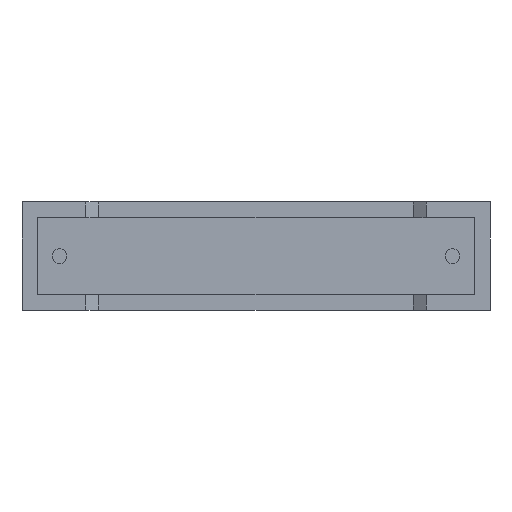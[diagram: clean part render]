
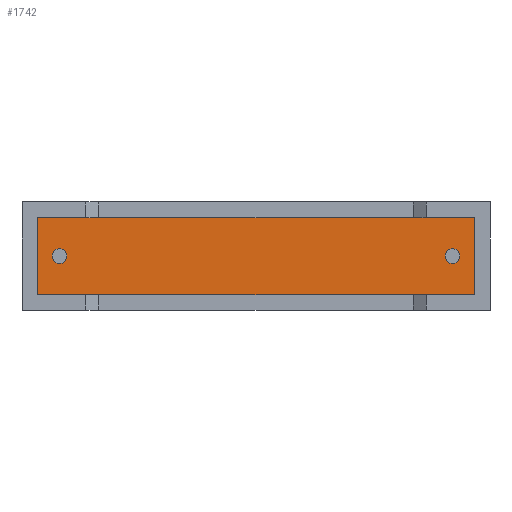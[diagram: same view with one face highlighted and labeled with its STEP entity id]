
A CAD part, front view. The second image highlights one B-rep face of the part: STEP entity #1742.
In plain terms, the highlighted planar face has unit normal (0, -1, 0).
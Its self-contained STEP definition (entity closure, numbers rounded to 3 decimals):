
#44 = LINE ( 'NONE', #57, #785 ) ;
#55 = FACE_OUTER_BOUND ( 'NONE', #2626, .T. ) ;
#57 = CARTESIAN_POINT ( 'NONE',  ( 25.907, 0.75, 0.893 ) ) ;
#70 = PLANE ( 'NONE',  #2726 ) ;
#82 = CIRCLE ( 'NONE', #1620, 0.425 ) ;
#137 = VECTOR ( 'NONE', #2113, 1000. ) ;
#191 = CARTESIAN_POINT ( 'NONE',  ( 0.893, 0.75, 0.893 ) ) ;
#199 = VERTEX_POINT ( 'NONE', #1983 ) ;
#347 = AXIS2_PLACEMENT_3D ( 'NONE', #1012, #523, #2642 ) ;
#366 = DIRECTION ( 'NONE',  ( 0., 0., -1. ) ) ;
#392 = CIRCLE ( 'NONE', #1924, 0.425 ) ;
#418 = EDGE_CURVE ( 'NONE', #2407, #199, #82, .T. ) ;
#484 = CIRCLE ( 'NONE', #347, 0.425 ) ;
#509 = EDGE_CURVE ( 'NONE', #2396, #2960, #44, .T. ) ;
#523 = DIRECTION ( 'NONE',  ( 0., -1., 0. ) ) ;
#566 = ORIENTED_EDGE ( 'NONE', *, *, #1469, .F. ) ;
#589 = EDGE_CURVE ( 'NONE', #2914, #1879, #392, .T. ) ;
#622 = EDGE_CURVE ( 'NONE', #943, #1570, #2236, .T. ) ;
#685 = VECTOR ( 'NONE', #2875, 1000. ) ;
#707 = CARTESIAN_POINT ( 'NONE',  ( 25.907, 0.75, 5.307 ) ) ;
#721 = ORIENTED_EDGE ( 'NONE', *, *, #418, .F. ) ;
#785 = VECTOR ( 'NONE', #1483, 1000. ) ;
#789 = ORIENTED_EDGE ( 'NONE', *, *, #1302, .T. ) ;
#943 = VERTEX_POINT ( 'NONE', #1533 ) ;
#1012 = CARTESIAN_POINT ( 'NONE',  ( 24.65, 0.75, 3.1 ) ) ;
#1022 = AXIS2_PLACEMENT_3D ( 'NONE', #3011, #1873, #1893 ) ;
#1061 = ORIENTED_EDGE ( 'NONE', *, *, #1316, .F. ) ;
#1100 = DIRECTION ( 'NONE',  ( 0., -1., 0. ) ) ;
#1133 = EDGE_LOOP ( 'NONE', ( #566, #2856 ) ) ;
#1151 = CARTESIAN_POINT ( 'NONE',  ( 25.907, 0.75, 0.893 ) ) ;
#1286 = CARTESIAN_POINT ( 'NONE',  ( 24.65, 0.75, 3.1 ) ) ;
#1302 = EDGE_CURVE ( 'NONE', #1570, #2396, #2063, .T. ) ;
#1316 = EDGE_CURVE ( 'NONE', #199, #2407, #1474, .T. ) ;
#1344 = CARTESIAN_POINT ( 'NONE',  ( 24.65, 0.75, 2.675 ) ) ;
#1398 = CARTESIAN_POINT ( 'NONE',  ( 2.15, 0.75, 2.675 ) ) ;
#1469 = EDGE_CURVE ( 'NONE', #1879, #2914, #484, .T. ) ;
#1474 = CIRCLE ( 'NONE', #1022, 0.425 ) ;
#1476 = EDGE_CURVE ( 'NONE', #2960, #943, #2189, .T. ) ;
#1483 = DIRECTION ( 'NONE',  ( 0., 0., 1. ) ) ;
#1499 = ORIENTED_EDGE ( 'NONE', *, *, #622, .T. ) ;
#1500 = DIRECTION ( 'NONE',  ( 0., -1., 0. ) ) ;
#1533 = CARTESIAN_POINT ( 'NONE',  ( 0.893, 0.75, 5.307 ) ) ;
#1538 = CARTESIAN_POINT ( 'NONE',  ( 0.893, 0.75, 5.307 ) ) ;
#1570 = VERTEX_POINT ( 'NONE', #191 ) ;
#1620 = AXIS2_PLACEMENT_3D ( 'NONE', #2857, #1500, #2641 ) ;
#1642 = CARTESIAN_POINT ( 'NONE',  ( 0.893, 0.75, 0.893 ) ) ;
#1705 = FACE_BOUND ( 'NONE', #2389, .T. ) ;
#1742 = ADVANCED_FACE ( 'NONE', ( #2388, #55, #1705 ), #70, .T. ) ;
#1873 = DIRECTION ( 'NONE',  ( 0., -1., 0. ) ) ;
#1879 = VERTEX_POINT ( 'NONE', #2384 ) ;
#1893 = DIRECTION ( 'NONE',  ( 0., 0., -1. ) ) ;
#1924 = AXIS2_PLACEMENT_3D ( 'NONE', #1286, #2283, #2924 ) ;
#1983 = CARTESIAN_POINT ( 'NONE',  ( 2.15, 0.75, 3.525 ) ) ;
#2063 = LINE ( 'NONE', #1642, #137 ) ;
#2113 = DIRECTION ( 'NONE',  ( 1., 0., 0. ) ) ;
#2189 = LINE ( 'NONE', #2672, #685 ) ;
#2236 = LINE ( 'NONE', #1538, #2357 ) ;
#2283 = DIRECTION ( 'NONE',  ( 0., -1., 0. ) ) ;
#2357 = VECTOR ( 'NONE', #366, 1000. ) ;
#2384 = CARTESIAN_POINT ( 'NONE',  ( 24.65, 0.75, 3.525 ) ) ;
#2388 = FACE_BOUND ( 'NONE', #1133, .T. ) ;
#2389 = EDGE_LOOP ( 'NONE', ( #1061, #721 ) ) ;
#2396 = VERTEX_POINT ( 'NONE', #1151 ) ;
#2407 = VERTEX_POINT ( 'NONE', #1398 ) ;
#2626 = EDGE_LOOP ( 'NONE', ( #1499, #789, #2814, #2679 ) ) ;
#2641 = DIRECTION ( 'NONE',  ( 0., 0., -1. ) ) ;
#2642 = DIRECTION ( 'NONE',  ( 0., 0., -1. ) ) ;
#2672 = CARTESIAN_POINT ( 'NONE',  ( 25.907, 0.75, 5.307 ) ) ;
#2679 = ORIENTED_EDGE ( 'NONE', *, *, #1476, .T. ) ;
#2713 = CARTESIAN_POINT ( 'NONE',  ( 0., 0.75, 0. ) ) ;
#2726 = AXIS2_PLACEMENT_3D ( 'NONE', #2713, #1100, #2966 ) ;
#2814 = ORIENTED_EDGE ( 'NONE', *, *, #509, .T. ) ;
#2856 = ORIENTED_EDGE ( 'NONE', *, *, #589, .F. ) ;
#2857 = CARTESIAN_POINT ( 'NONE',  ( 2.15, 0.75, 3.1 ) ) ;
#2875 = DIRECTION ( 'NONE',  ( -1., 0., 0. ) ) ;
#2914 = VERTEX_POINT ( 'NONE', #1344 ) ;
#2924 = DIRECTION ( 'NONE',  ( 0., 0., -1. ) ) ;
#2960 = VERTEX_POINT ( 'NONE', #707 ) ;
#2966 = DIRECTION ( 'NONE',  ( 0., 0., -1. ) ) ;
#3011 = CARTESIAN_POINT ( 'NONE',  ( 2.15, 0.75, 3.1 ) ) ;
